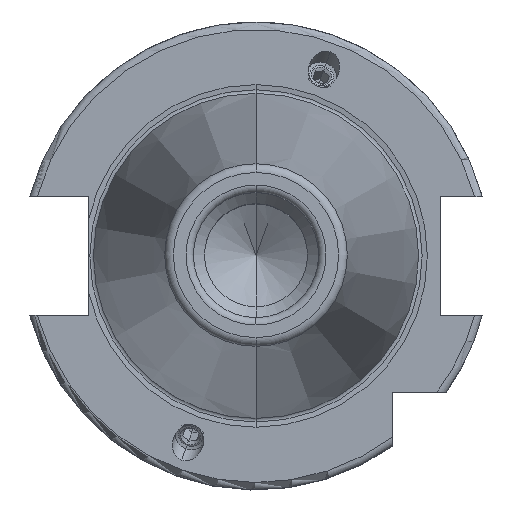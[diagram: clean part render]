
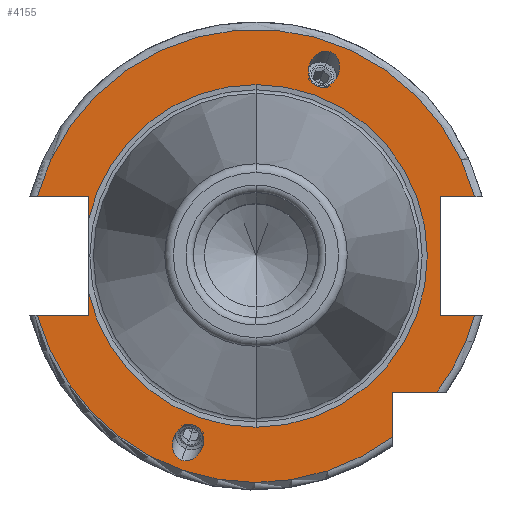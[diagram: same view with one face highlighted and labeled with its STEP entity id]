
A CAD part, top view. The second image highlights one B-rep face of the part: STEP entity #4155.
In plain terms, the highlighted planar face has unit normal (0, 0, 1).
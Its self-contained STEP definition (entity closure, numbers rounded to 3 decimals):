
#301=CARTESIAN_POINT('',(0,0,18.1));
#302=DIRECTION('',(0,0,1));
#303=DIRECTION('',(0,1,0));
#304=AXIS2_PLACEMENT_3D('',#301,#302,#303);
#314=CARTESIAN_POINT('',(0,0,18.1));
#315=DIRECTION('',(0,0,1));
#316=DIRECTION('',(-0.976,-0.22,0));
#317=AXIS2_PLACEMENT_3D('',#314,#315,#316);
#764=CARTESIAN_POINT('',(0,0,18.1));
#765=DIRECTION('',(0,0,1));
#766=DIRECTION('',(0.965,0.262,0));
#767=AXIS2_PLACEMENT_3D('',#764,#765,#766);
#815=CARTESIAN_POINT('',(0,0,18.1));
#816=DIRECTION('',(0,0,1));
#817=DIRECTION('',(-0.965,-0.262,0));
#818=AXIS2_PLACEMENT_3D('',#815,#816,#817);
#831=DIRECTION('',(1,0,0));
#832=VECTOR('',#831,7.004);
#833=CARTESIAN_POINT('',(-29.704,-8.05,18.1));
#834=LINE('',#833,#832);
#835=DIRECTION('',(0,1,0));
#836=VECTOR('',#835,2.939);
#837=CARTESIAN_POINT('',(-22.7,-8.05,18.1));
#838=LINE('',#837,#836);
#839=DIRECTION('',(0,1,0));
#840=VECTOR('',#839,2.939);
#841=CARTESIAN_POINT('',(-22.7,5.111,18.1));
#842=LINE('',#841,#840);
#843=DIRECTION('',(1,0,0));
#844=VECTOR('',#843,7.004);
#845=CARTESIAN_POINT('',(-29.704,8.05,18.1));
#846=LINE('',#845,#844);
#847=DIRECTION('',(-1,0,0));
#848=VECTOR('',#847,4.704);
#849=CARTESIAN_POINT('',(29.704,8.05,18.1));
#850=LINE('',#849,#848);
#851=DIRECTION('',(0,-1,0));
#852=VECTOR('',#851,16.1);
#853=CARTESIAN_POINT('',(25,8.05,18.1));
#854=LINE('',#853,#852);
#855=DIRECTION('',(-1,0,0));
#856=VECTOR('',#855,4.704);
#857=CARTESIAN_POINT('',(29.704,-8.05,18.1));
#858=LINE('',#857,#856);
#859=CARTESIAN_POINT('',(0,0,18.1));
#860=DIRECTION('',(0,0,1));
#861=DIRECTION('',(0.799,-0.601,0));
#862=AXIS2_PLACEMENT_3D('',#859,#860,#861);
#864=DIRECTION('',(-1,0,0));
#865=VECTOR('',#864,6.094);
#866=CARTESIAN_POINT('',(24.594,-18.5,18.1));
#867=LINE('',#866,#865);
#868=DIRECTION('',(0,1,0));
#869=VECTOR('',#868,6.094);
#870=CARTESIAN_POINT('',(18.5,-24.594,18.1));
#871=LINE('',#870,#869);
#872=CARTESIAN_POINT('',(8.379,23.02,18.1));
#873=CARTESIAN_POINT('',(8.152,23.103,18.1));
#874=CARTESIAN_POINT('',(7.698,23.381,18.1));
#875=CARTESIAN_POINT('',(7.208,24.17,18.1));
#876=CARTESIAN_POINT('',(7.094,25.,18.1));
#877=CARTESIAN_POINT('',(7.174,25.641,18.1));
#878=CARTESIAN_POINT('',(7.298,26.077,18.1));
#879=CARTESIAN_POINT('',(7.483,26.49,18.1));
#880=CARTESIAN_POINT('',(7.834,27.033,18.1));
#881=CARTESIAN_POINT('',(8.455,27.594,18.1));
#882=CARTESIAN_POINT('',(9.337,27.884,18.1));
#883=CARTESIAN_POINT('',(9.863,27.806,18.1));
#884=CARTESIAN_POINT('',(10.09,27.723,18.1));
#886=CARTESIAN_POINT('',(10.09,27.723,18.1));
#887=CARTESIAN_POINT('',(10.318,27.641,18.1));
#888=CARTESIAN_POINT('',(10.771,27.362,18.1));
#889=CARTESIAN_POINT('',(11.261,26.573,18.1));
#890=CARTESIAN_POINT('',(11.375,25.744,18.1));
#891=CARTESIAN_POINT('',(11.295,25.103,18.1));
#892=CARTESIAN_POINT('',(11.171,24.667,18.1));
#893=CARTESIAN_POINT('',(10.986,24.253,18.1));
#894=CARTESIAN_POINT('',(10.635,23.711,18.1));
#895=CARTESIAN_POINT('',(10.014,23.149,18.1));
#896=CARTESIAN_POINT('',(9.133,22.859,18.1));
#897=CARTESIAN_POINT('',(8.606,22.937,18.1));
#898=CARTESIAN_POINT('',(8.379,23.02,18.1));
#900=CARTESIAN_POINT('',(-8.379,-23.02,18.1));
#901=CARTESIAN_POINT('',(-8.606,-22.937,18.1));
#902=CARTESIAN_POINT('',(-9.133,-22.859,18.1));
#903=CARTESIAN_POINT('',(-10.014,-23.149,18.1));
#904=CARTESIAN_POINT('',(-10.635,-23.711,18.1));
#905=CARTESIAN_POINT('',(-10.986,-24.253,18.1));
#906=CARTESIAN_POINT('',(-11.171,-24.667,18.1));
#907=CARTESIAN_POINT('',(-11.295,-25.103,18.1));
#908=CARTESIAN_POINT('',(-11.375,-25.744,18.1));
#909=CARTESIAN_POINT('',(-11.261,-26.573,18.1));
#910=CARTESIAN_POINT('',(-10.771,-27.362,18.1));
#911=CARTESIAN_POINT('',(-10.318,-27.641,18.1));
#912=CARTESIAN_POINT('',(-10.09,-27.723,18.1));
#914=CARTESIAN_POINT('',(-10.09,-27.723,18.1));
#915=CARTESIAN_POINT('',(-9.863,-27.806,18.1));
#916=CARTESIAN_POINT('',(-9.337,-27.884,18.1));
#917=CARTESIAN_POINT('',(-8.455,-27.594,18.1));
#918=CARTESIAN_POINT('',(-7.834,-27.033,18.1));
#919=CARTESIAN_POINT('',(-7.483,-26.49,18.1));
#920=CARTESIAN_POINT('',(-7.298,-26.077,18.1));
#921=CARTESIAN_POINT('',(-7.174,-25.641,18.1));
#922=CARTESIAN_POINT('',(-7.094,-25.,18.1));
#923=CARTESIAN_POINT('',(-7.208,-24.17,18.1));
#924=CARTESIAN_POINT('',(-7.698,-23.381,18.1));
#925=CARTESIAN_POINT('',(-8.152,-23.103,18.1));
#926=CARTESIAN_POINT('',(-8.379,-23.02,18.1));
#928=CARTESIAN_POINT('',(0,0,18.1));
#929=DIRECTION('',(0,0,-1));
#930=DIRECTION('',(0,1,0));
#931=AXIS2_PLACEMENT_3D('',#928,#929,#930);
#2782=CARTESIAN_POINT('',(-29.704,-8.05,18.1));
#2783=CARTESIAN_POINT('',(-22.7,-8.05,18.1));
#2784=VERTEX_POINT('',#2782);
#2785=VERTEX_POINT('',#2783);
#2786=CARTESIAN_POINT('',(-22.7,-5.111,18.1));
#2787=VERTEX_POINT('',#2786);
#2788=CARTESIAN_POINT('',(-22.7,5.111,18.1));
#2789=CARTESIAN_POINT('',(-22.7,8.05,18.1));
#2790=VERTEX_POINT('',#2788);
#2791=VERTEX_POINT('',#2789);
#2792=CARTESIAN_POINT('',(-29.704,8.05,18.1));
#2793=VERTEX_POINT('',#2792);
#2794=CARTESIAN_POINT('',(25,8.05,18.1));
#2795=CARTESIAN_POINT('',(25,-8.05,18.1));
#2796=VERTEX_POINT('',#2794);
#2797=VERTEX_POINT('',#2795);
#2798=CARTESIAN_POINT('',(29.704,-8.05,18.1));
#2799=VERTEX_POINT('',#2798);
#2800=CARTESIAN_POINT('',(29.704,8.05,18.1));
#2801=VERTEX_POINT('',#2800);
#2802=CARTESIAN_POINT('',(18.5,-24.594,18.1));
#2803=CARTESIAN_POINT('',(18.5,-18.5,18.1));
#2804=VERTEX_POINT('',#2802);
#2805=VERTEX_POINT('',#2803);
#2806=CARTESIAN_POINT('',(24.594,-18.5,18.1));
#2807=VERTEX_POINT('',#2806);
#2854=CARTESIAN_POINT('',(0,23.268,18.1));
#2855=VERTEX_POINT('',#2854);
#2856=CARTESIAN_POINT('',(0,-23.268,18.1));
#2857=VERTEX_POINT('',#2856);
#2898=CARTESIAN_POINT('',(8.379,23.02,18.1));
#2900=VERTEX_POINT('',#2898);
#2906=VERTEX_POINT('',#884);
#2927=CARTESIAN_POINT('',(-8.379,-23.02,18.1));
#2929=VERTEX_POINT('',#2927);
#2935=CARTESIAN_POINT('',(-10.09,-27.723,18.1));
#2936=VERTEX_POINT('',#2935);
#4117=CARTESIAN_POINT('',(0,0,18.1));
#4118=DIRECTION('',(0,0,-1));
#4119=DIRECTION('',(0,-1,0));
#4120=AXIS2_PLACEMENT_3D('',#4117,#4118,#4119);
#4121=PLANE('',#4120);
#4122=ORIENTED_EDGE('',*,*,#3635,.T.);
#4123=ORIENTED_EDGE('',*,*,#3534,.T.);
#4124=ORIENTED_EDGE('',*,*,#3517,.T.);
#4126=ORIENTED_EDGE('',*,*,#4125,.F.);
#4127=ORIENTED_EDGE('',*,*,#3510,.T.);
#4128=ORIENTED_EDGE('',*,*,#3531,.T.);
#4129=ORIENTED_EDGE('',*,*,#4047,.F.);
#4130=ORIENTED_EDGE('',*,*,#4094,.F.);
#4132=ORIENTED_EDGE('',*,*,#4131,.T.);
#4134=ORIENTED_EDGE('',*,*,#4133,.T.);
#4135=ORIENTED_EDGE('',*,*,#3705,.F.);
#4136=ORIENTED_EDGE('',*,*,#4084,.F.);
#4137=ORIENTED_EDGE('',*,*,#3989,.T.);
#4139=ORIENTED_EDGE('',*,*,#4138,.F.);
#4140=ORIENTED_EDGE('',*,*,#4110,.F.);
#4141=EDGE_LOOP('',(#4122,#4123,#4124,#4126,#4127,#4128,#4129,#4130,#4132,#4134,
#4135,#4136,#4137,#4139,#4140));
#4142=FACE_OUTER_BOUND('',#4141,.F.);
#4144=ORIENTED_EDGE('',*,*,#4143,.F.);
#4146=ORIENTED_EDGE('',*,*,#4145,.F.);
#4147=EDGE_LOOP('',(#4144,#4146));
#4148=FACE_BOUND('',#4147,.F.);
#4150=ORIENTED_EDGE('',*,*,#4149,.T.);
#4152=ORIENTED_EDGE('',*,*,#4151,.T.);
#4153=EDGE_LOOP('',(#4150,#4152));
#4154=FACE_BOUND('',#4153,.F.);
#4155=ADVANCED_FACE('',(#4142,#4148,#4154),#4121,.F.);
#305=CIRCLE('',#304,23.268);
#318=CIRCLE('',#317,23.268);
#768=CIRCLE('',#767,30.775);
#819=CIRCLE('',#818,30.775);
#863=CIRCLE('',#862,30.775);
#885=B_SPLINE_CURVE_WITH_KNOTS('',3,(#872,#873,#874,#875,#876,#877,#878,#879,
#880,#881,#882,#883,#884),.UNSPECIFIED.,.F.,.F.,(4,1,1,1,1,1,1,1,1,1,4),(0,
0.125,0.25,0.375,0.438,0.5,0.563,0.625,0.75,0.875,1),
.UNSPECIFIED.);
#899=B_SPLINE_CURVE_WITH_KNOTS('',3,(#886,#887,#888,#889,#890,#891,#892,#893,
#894,#895,#896,#897,#898),.UNSPECIFIED.,.F.,.F.,(4,1,1,1,1,1,1,1,1,1,4),(0,
0.125,0.25,0.375,0.438,0.5,0.563,0.625,0.75,0.875,1),
.UNSPECIFIED.);
#913=B_SPLINE_CURVE_WITH_KNOTS('',3,(#900,#901,#902,#903,#904,#905,#906,#907,
#908,#909,#910,#911,#912),.UNSPECIFIED.,.F.,.F.,(4,1,1,1,1,1,1,1,1,1,4),(0,
0.125,0.25,0.375,0.438,0.5,0.563,0.625,0.75,0.875,1),
.UNSPECIFIED.);
#927=B_SPLINE_CURVE_WITH_KNOTS('',3,(#914,#915,#916,#917,#918,#919,#920,#921,
#922,#923,#924,#925,#926),.UNSPECIFIED.,.F.,.F.,(4,1,1,1,1,1,1,1,1,1,4),(0,
0.125,0.25,0.375,0.438,0.5,0.563,0.625,0.75,0.875,1),
.UNSPECIFIED.);
#932=CIRCLE('',#931,23.268);
#3510=EDGE_CURVE('',#2855,#2790,#305,.T.);
#3517=EDGE_CURVE('',#2787,#2857,#318,.T.);
#3531=EDGE_CURVE('',#2790,#2791,#842,.T.);
#3534=EDGE_CURVE('',#2785,#2787,#838,.T.);
#3635=EDGE_CURVE('',#2784,#2785,#834,.T.);
#3705=EDGE_CURVE('',#2799,#2797,#858,.T.);
#3989=EDGE_CURVE('',#2807,#2805,#867,.T.);
#4047=EDGE_CURVE('',#2793,#2791,#846,.T.);
#4084=EDGE_CURVE('',#2807,#2799,#863,.T.);
#4094=EDGE_CURVE('',#2801,#2793,#768,.T.);
#4110=EDGE_CURVE('',#2784,#2804,#819,.T.);
#4125=EDGE_CURVE('',#2855,#2857,#932,.T.);
#4131=EDGE_CURVE('',#2801,#2796,#850,.T.);
#4133=EDGE_CURVE('',#2796,#2797,#854,.T.);
#4138=EDGE_CURVE('',#2804,#2805,#871,.T.);
#4143=EDGE_CURVE('',#2900,#2906,#885,.T.);
#4145=EDGE_CURVE('',#2906,#2900,#899,.T.);
#4149=EDGE_CURVE('',#2929,#2936,#913,.T.);
#4151=EDGE_CURVE('',#2936,#2929,#927,.T.);
